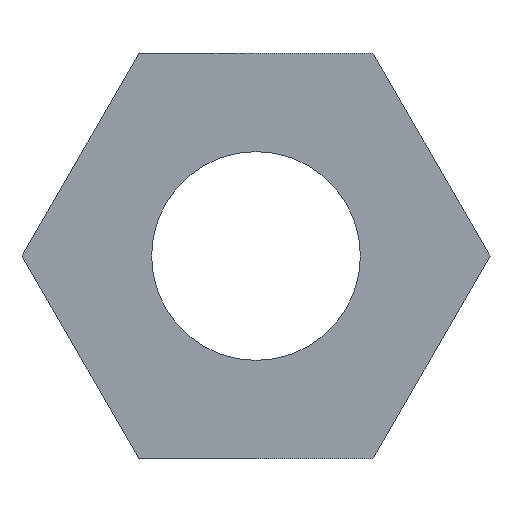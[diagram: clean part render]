
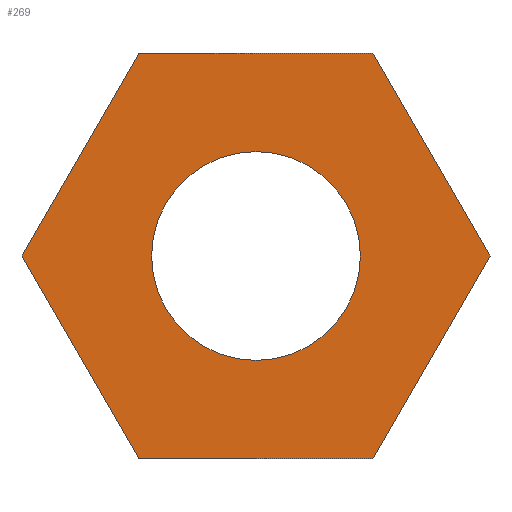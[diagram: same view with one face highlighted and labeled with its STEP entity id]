
A CAD part, front view. The second image highlights one B-rep face of the part: STEP entity #269.
In plain terms, the highlighted planar face has unit normal (0, -1, 0).
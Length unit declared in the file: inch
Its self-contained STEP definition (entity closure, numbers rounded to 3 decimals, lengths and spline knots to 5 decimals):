
#9 = VECTOR ( 'NONE', #203, 39.37008 ) ;
#13 = DIRECTION ( 'NONE',  ( 0., 1., 0. ) ) ;
#20 = DIRECTION ( 'NONE',  ( 0., 0., 1. ) ) ;
#22 = DIRECTION ( 'NONE',  ( 0., 1., 0. ) ) ;
#25 = CARTESIAN_POINT ( 'NONE',  ( 0., 0., 0. ) ) ;
#30 = CARTESIAN_POINT ( 'NONE',  ( 0., 0., 0. ) ) ;
#32 = PLANE ( 'NONE',  #291 ) ;
#41 = VERTEX_POINT ( 'NONE', #253 ) ;
#43 = VECTOR ( 'NONE', #243, 39.37008 ) ;
#49 = DIRECTION ( 'NONE',  ( -1., 0., 0. ) ) ;
#51 = CARTESIAN_POINT ( 'NONE',  ( 0.14405, 0., -0.2495 ) ) ;
#62 = VECTOR ( 'NONE', #49, 39.37008 ) ;
#63 = VERTEX_POINT ( 'NONE', #377 ) ;
#68 = CIRCLE ( 'NONE', #329, 0.1285 ) ;
#70 = VERTEX_POINT ( 'NONE', #425 ) ;
#75 = VERTEX_POINT ( 'NONE', #441 ) ;
#78 = CIRCLE ( 'NONE', #354, 0.1285 ) ;
#79 = ORIENTED_EDGE ( 'NONE', *, *, #156, .T. ) ;
#81 = DIRECTION ( 'NONE',  ( -0.5, 0., 0.866 ) ) ;
#87 = ORIENTED_EDGE ( 'NONE', *, *, #262, .T. ) ;
#90 = CARTESIAN_POINT ( 'NONE',  ( -0.14405, 0., 0.2495 ) ) ;
#91 = LINE ( 'NONE', #228, #43 ) ;
#102 = LINE ( 'NONE', #51, #62 ) ;
#113 = ORIENTED_EDGE ( 'NONE', *, *, #182, .F. ) ;
#115 = EDGE_LOOP ( 'NONE', ( #79, #87 ) ) ;
#126 = DIRECTION ( 'NONE',  ( 1., 0., 0. ) ) ;
#134 = ORIENTED_EDGE ( 'NONE', *, *, #304, .F. ) ;
#148 = EDGE_LOOP ( 'NONE', ( #159, #113, #134, #190, #200, #231 ) ) ;
#156 = EDGE_CURVE ( 'NONE', #63, #70, #78, .T. ) ;
#159 = ORIENTED_EDGE ( 'NONE', *, *, #246, .F. ) ;
#161 = CARTESIAN_POINT ( 'NONE',  ( -0.14405, 0., -0.2495 ) ) ;
#164 = CARTESIAN_POINT ( 'NONE',  ( -0.2881, 0., 0. ) ) ;
#182 = EDGE_CURVE ( 'NONE', #196, #75, #91, .T. ) ;
#186 = CARTESIAN_POINT ( 'NONE',  ( 0.2881, 0., 0. ) ) ;
#190 = ORIENTED_EDGE ( 'NONE', *, *, #459, .F. ) ;
#191 = EDGE_CURVE ( 'NONE', #195, #359, #277, .T. ) ;
#195 = VERTEX_POINT ( 'NONE', #186 ) ;
#196 = VERTEX_POINT ( 'NONE', #164 ) ;
#200 = ORIENTED_EDGE ( 'NONE', *, *, #191, .F. ) ;
#203 = DIRECTION ( 'NONE',  ( -0.5, 0., -0.866 ) ) ;
#205 = CARTESIAN_POINT ( 'NONE',  ( 0.2881, 0., 0. ) ) ;
#216 = DIRECTION ( 'NONE',  ( 0., 0., 1. ) ) ;
#224 = DIRECTION ( 'NONE',  ( 0., 1., 0. ) ) ;
#227 = CARTESIAN_POINT ( 'NONE',  ( 0., 0., 0. ) ) ;
#228 = CARTESIAN_POINT ( 'NONE',  ( -0.2881, 0., 0. ) ) ;
#231 = ORIENTED_EDGE ( 'NONE', *, *, #397, .F. ) ;
#240 = FACE_BOUND ( 'NONE', #115, .T. ) ;
#243 = DIRECTION ( 'NONE',  ( 0.5, 0., 0.866 ) ) ;
#245 = CARTESIAN_POINT ( 'NONE',  ( -0.14405, 0., -0.2495 ) ) ;
#246 = EDGE_CURVE ( 'NONE', #75, #41, #254, .T. ) ;
#253 = CARTESIAN_POINT ( 'NONE',  ( 0.14405, 0., 0.2495 ) ) ;
#254 = LINE ( 'NONE', #90, #358 ) ;
#262 = EDGE_CURVE ( 'NONE', #70, #63, #68, .T. ) ;
#269 = ADVANCED_FACE ( 'NONE', ( #240, #337 ), #32, .F. ) ;
#277 = LINE ( 'NONE', #205, #9 ) ;
#291 = AXIS2_PLACEMENT_3D ( 'NONE', #30, #13, #351 ) ;
#302 = LINE ( 'NONE', #324, #398 ) ;
#304 = EDGE_CURVE ( 'NONE', #433, #196, #330, .T. ) ;
#324 = CARTESIAN_POINT ( 'NONE',  ( 0.14405, 0., 0.2495 ) ) ;
#329 = AXIS2_PLACEMENT_3D ( 'NONE', #25, #22, #20 ) ;
#330 = LINE ( 'NONE', #245, #460 ) ;
#337 = FACE_OUTER_BOUND ( 'NONE', #148, .T. ) ;
#351 = DIRECTION ( 'NONE',  ( 0., 0., 1. ) ) ;
#354 = AXIS2_PLACEMENT_3D ( 'NONE', #227, #224, #216 ) ;
#358 = VECTOR ( 'NONE', #126, 39.37008 ) ;
#359 = VERTEX_POINT ( 'NONE', #409 ) ;
#373 = DIRECTION ( 'NONE',  ( 0.5, 0., -0.866 ) ) ;
#377 = CARTESIAN_POINT ( 'NONE',  ( 0., 0., 0.1285 ) ) ;
#397 = EDGE_CURVE ( 'NONE', #41, #195, #302, .T. ) ;
#398 = VECTOR ( 'NONE', #373, 39.37008 ) ;
#409 = CARTESIAN_POINT ( 'NONE',  ( 0.14405, 0., -0.2495 ) ) ;
#425 = CARTESIAN_POINT ( 'NONE',  ( 0., 0., -0.1285 ) ) ;
#433 = VERTEX_POINT ( 'NONE', #161 ) ;
#441 = CARTESIAN_POINT ( 'NONE',  ( -0.14405, 0., 0.2495 ) ) ;
#459 = EDGE_CURVE ( 'NONE', #359, #433, #102, .T. ) ;
#460 = VECTOR ( 'NONE', #81, 39.37008 ) ;
